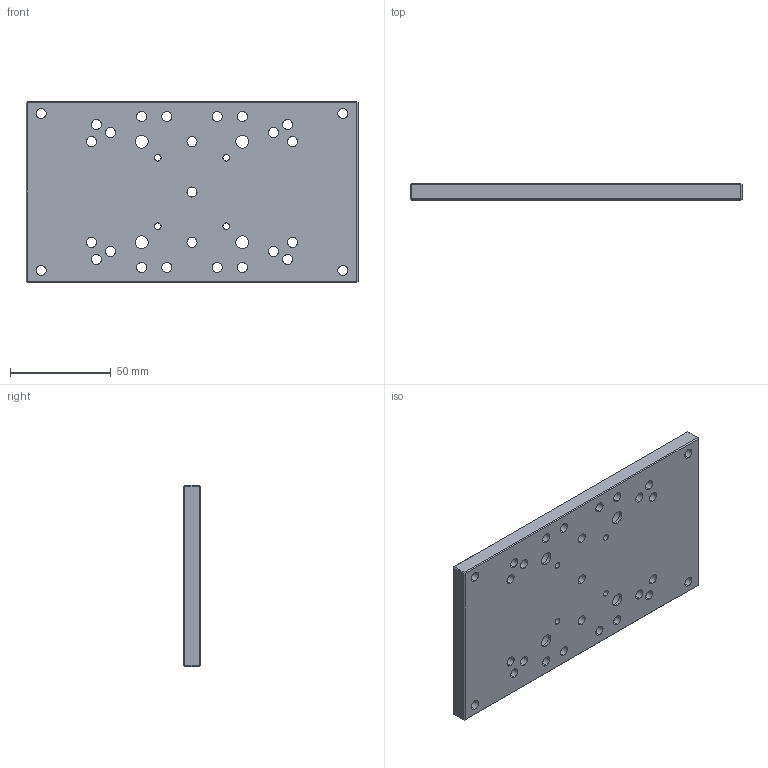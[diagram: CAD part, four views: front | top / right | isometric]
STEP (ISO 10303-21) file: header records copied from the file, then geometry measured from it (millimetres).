
FILE_DESCRIPTION (( 'STEP AP203' ), '1' );
FILE_NAME ('BP-DPSS.STEP', '2022-07-20T08:36:50', ( '' ), ( '' ), 'SwSTEP 2.0', 'SolidWorks 2021', '' );
FILE_SCHEMA (( 'CONFIG_CONTROL_DESIGN' ));
Length unit declared in the file: millimetre
Products named in the file (1): BP-DPSS
Bounding box: 165 x 8 x 90 mm (x, y, z)
Volume: 111342.4 mm3; surface area: 36867.3 mm2
Topology: 1 solids, 1 shells, 261 faces, 716 edges, 472 vertices
Faces by surface type: plane 181, cylinder 80
Entity records: 8459 total; most frequent: CARTESIAN_POINT 1450, ORIENTED_EDGE 1432, DIRECTION 1400, EDGE_CURVE 716, LINE 556, VECTOR 556, VERTEX_POINT 472, AXIS2_PLACEMENT_3D 422
